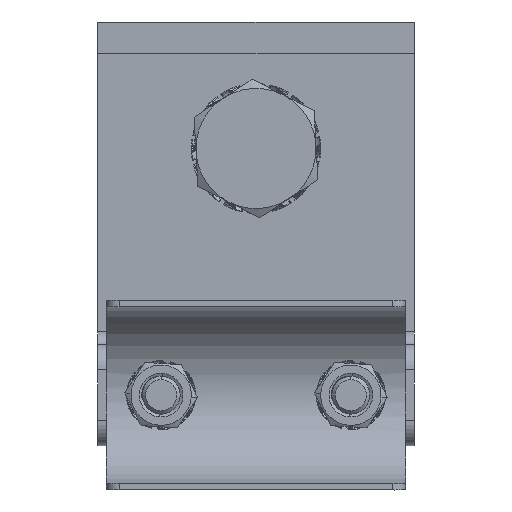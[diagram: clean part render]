
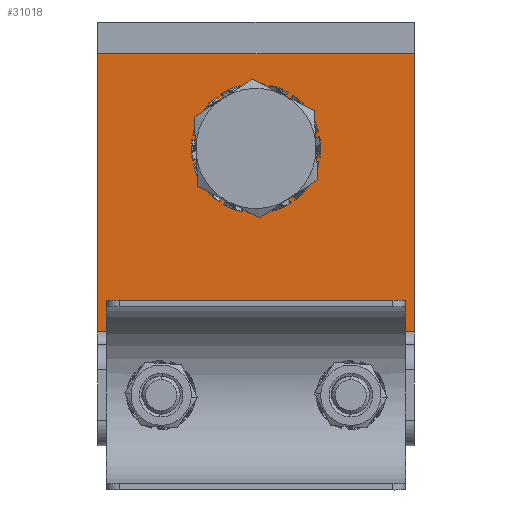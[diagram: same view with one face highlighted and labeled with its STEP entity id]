
A CAD part, front view. The second image highlights one B-rep face of the part: STEP entity #31018.
In plain terms, the highlighted planar face has unit normal (0, -1, 0).
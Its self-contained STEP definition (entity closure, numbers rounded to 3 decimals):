
#2366 = VERTEX_POINT ( 'NONE', #9861 ) ;
#4758 = ORIENTED_EDGE ( 'NONE', *, *, #39076, .F. ) ;
#5154 = ORIENTED_EDGE ( 'NONE', *, *, #51207, .T. ) ;
#5884 = CARTESIAN_POINT ( 'NONE',  ( -25., -3., 57.578 ) ) ;
#7197 = VECTOR ( 'NONE', #90754, 1000. ) ;
#7956 = VERTEX_POINT ( 'NONE', #77141 ) ;
#9861 = CARTESIAN_POINT ( 'NONE',  ( 0., -3., 28.578 ) ) ;
#9968 = AXIS2_PLACEMENT_3D ( 'NONE', #19800, #71375, #27223 ) ;
#10105 = VERTEX_POINT ( 'NONE', #80942 ) ;
#12099 = VERTEX_POINT ( 'NONE', #52358 ) ;
#12208 = CARTESIAN_POINT ( 'NONE',  ( -50., -3., 72.578 ) ) ;
#12788 = DIRECTION ( 'NONE',  ( 0., 0., 1. ) ) ;
#13314 = DIRECTION ( 'NONE',  ( 0., 0., -1. ) ) ;
#19800 = CARTESIAN_POINT ( 'NONE',  ( -25., -3., 57.578 ) ) ;
#20893 = DIRECTION ( 'NONE',  ( 1., 0., 0. ) ) ;
#21452 = AXIS2_PLACEMENT_3D ( 'NONE', #5884, #57488, #13314 ) ;
#27223 = DIRECTION ( 'NONE',  ( 0., 0., -1. ) ) ;
#29003 = ORIENTED_EDGE ( 'NONE', *, *, #62590, .F. ) ;
#29615 = DIRECTION ( 'NONE',  ( 0., 0., 1. ) ) ;
#31018 = ADVANCED_FACE ( 'NONE', ( #36136, #75369 ), #78627, .F. ) ;
#33104 = VECTOR ( 'NONE', #12788, 1000. ) ;
#33776 = CARTESIAN_POINT ( 'NONE',  ( -18.5, -3., 57.578 ) ) ;
#34443 = DIRECTION ( 'NONE',  ( 0., 1., 0. ) ) ;
#35460 = LINE ( 'NONE', #56643, #33104 ) ;
#36136 = FACE_BOUND ( 'NONE', #81267, .T. ) ;
#37852 = VECTOR ( 'NONE', #29615, 1000. ) ;
#39076 = EDGE_CURVE ( 'NONE', #73874, #10105, #35460, .T. ) ;
#41164 = EDGE_CURVE ( 'NONE', #7956, #94946, #71038, .T. ) ;
#41573 = CIRCLE ( 'NONE', #9968, 6.5 ) ;
#49685 = ORIENTED_EDGE ( 'NONE', *, *, #66001, .T. ) ;
#51207 = EDGE_CURVE ( 'NONE', #94946, #7956, #41573, .T. ) ;
#52358 = CARTESIAN_POINT ( 'NONE',  ( 0., -3., 72.578 ) ) ;
#54649 = ORIENTED_EDGE ( 'NONE', *, *, #58241, .T. ) ;
#56550 = LINE ( 'NONE', #72433, #73814 ) ;
#56643 = CARTESIAN_POINT ( 'NONE',  ( -50., -3., 72.578 ) ) ;
#57486 = LINE ( 'NONE', #73751, #37852 ) ;
#57488 = DIRECTION ( 'NONE',  ( 0., 1., 0. ) ) ;
#58241 = EDGE_CURVE ( 'NONE', #73874, #2366, #63695, .T. ) ;
#62590 = EDGE_CURVE ( 'NONE', #10105, #12099, #56550, .T. ) ;
#63695 = LINE ( 'NONE', #68478, #7197 ) ;
#64274 = AXIS2_PLACEMENT_3D ( 'NONE', #12208, #34443, #86003 ) ;
#66001 = EDGE_CURVE ( 'NONE', #2366, #12099, #57486, .T. ) ;
#68478 = CARTESIAN_POINT ( 'NONE',  ( 0., -3., 28.578 ) ) ;
#71038 = CIRCLE ( 'NONE', #21452, 6.5 ) ;
#71375 = DIRECTION ( 'NONE',  ( 0., 1., 0. ) ) ;
#72433 = CARTESIAN_POINT ( 'NONE',  ( -50., -3., 72.578 ) ) ;
#73751 = CARTESIAN_POINT ( 'NONE',  ( 0., -3., 72.578 ) ) ;
#73814 = VECTOR ( 'NONE', #20893, 1000. ) ;
#73874 = VERTEX_POINT ( 'NONE', #82160 ) ;
#74668 = ORIENTED_EDGE ( 'NONE', *, *, #41164, .T. ) ;
#75369 = FACE_OUTER_BOUND ( 'NONE', #81677, .T. ) ;
#77141 = CARTESIAN_POINT ( 'NONE',  ( -31.5, -3., 57.578 ) ) ;
#78627 = PLANE ( 'NONE',  #64274 ) ;
#80942 = CARTESIAN_POINT ( 'NONE',  ( -50., -3., 72.578 ) ) ;
#81267 = EDGE_LOOP ( 'NONE', ( #74668, #5154 ) ) ;
#81677 = EDGE_LOOP ( 'NONE', ( #4758, #54649, #49685, #29003 ) ) ;
#82160 = CARTESIAN_POINT ( 'NONE',  ( -50., -3., 28.578 ) ) ;
#86003 = DIRECTION ( 'NONE',  ( 0., 0., -1. ) ) ;
#90754 = DIRECTION ( 'NONE',  ( 1., 0., 0. ) ) ;
#94946 = VERTEX_POINT ( 'NONE', #33776 ) ;
